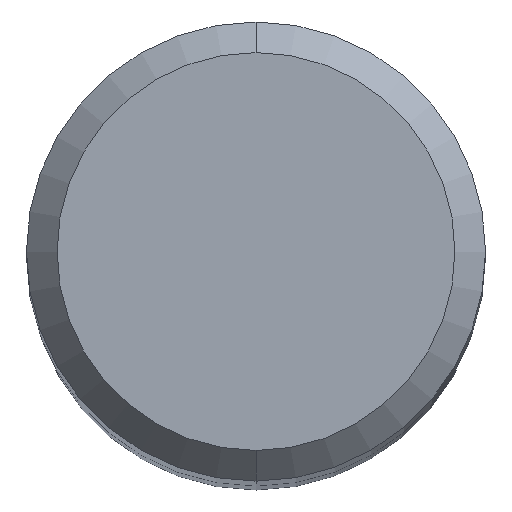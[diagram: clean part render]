
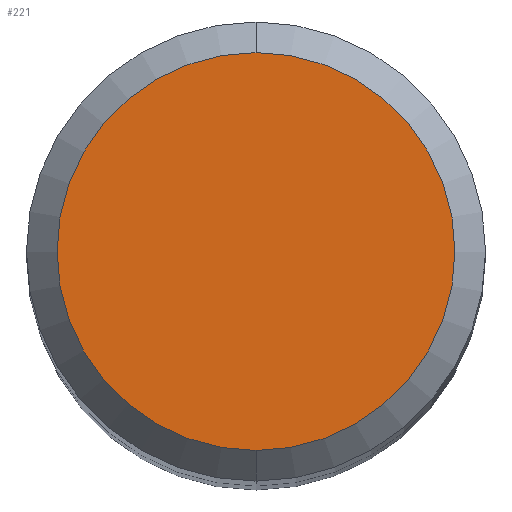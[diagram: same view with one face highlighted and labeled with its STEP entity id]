
A CAD part, top view. The second image highlights one B-rep face of the part: STEP entity #221.
In plain terms, the highlighted planar face has unit normal (0, 0, 1).
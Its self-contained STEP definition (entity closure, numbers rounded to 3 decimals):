
#213=EDGE_CURVE('',#267,#403,#508,.T.);
#221=ADVANCED_FACE('',(#517),#518,.T.);
#267=VERTEX_POINT('',#568);
#315=EDGE_CURVE('',#403,#267,#623,.T.);
#403=VERTEX_POINT('',#721);
#508=CIRCLE('',#867,2.6);
#517=FACE_OUTER_BOUND('',#879,.T.);
#518=PLANE('',#880);
#568=CARTESIAN_POINT('',(0.,-2.6,0.0));
#623=CIRCLE('',#1101,2.6);
#721=CARTESIAN_POINT('',(0.0,2.6,0.0));
#867=AXIS2_PLACEMENT_3D('',#1421,#1422,#1423);
#879=EDGE_LOOP('',(#1437,#1438));
#880=AXIS2_PLACEMENT_3D('',#1439,#1440,#1441);
#1101=AXIS2_PLACEMENT_3D('',#1575,#1576,#1577);
#1421=CARTESIAN_POINT('',(0.0,0.0,0.0));
#1422=DIRECTION('',(0.0,0.0,-1.0));
#1423=DIRECTION('',(0.0,1.0,0.0));
#1437=ORIENTED_EDGE('',*,*,#315,.F.);
#1438=ORIENTED_EDGE('',*,*,#213,.F.);
#1439=CARTESIAN_POINT('',(0.0,1.3,0.0));
#1440=DIRECTION('',(-0.0,0.0,1.0));
#1441=DIRECTION('',(0.0,-1.0,0.0));
#1575=CARTESIAN_POINT('',(0.0,0.0,0.0));
#1576=DIRECTION('',(0.0,0.0,-1.0));
#1577=DIRECTION('',(0.0,1.0,0.0));
